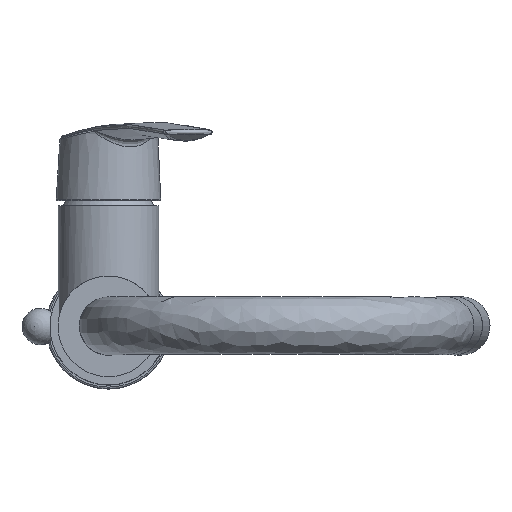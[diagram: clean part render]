
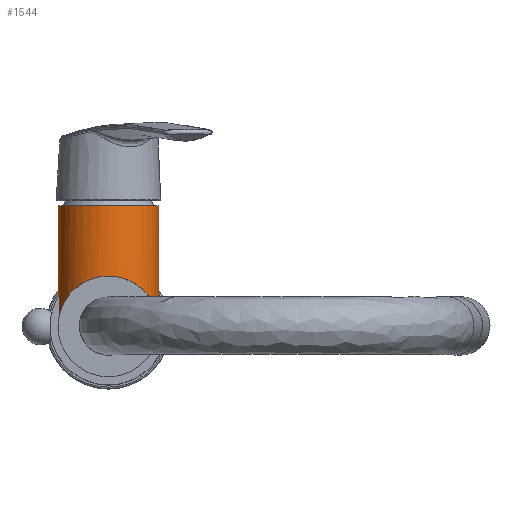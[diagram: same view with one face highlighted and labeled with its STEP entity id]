
A CAD part, top view. The second image highlights one B-rep face of the part: STEP entity #1544.
In plain terms, the highlighted cylindrical face has radius 20 mm (diameter 40 mm), a full revolution.
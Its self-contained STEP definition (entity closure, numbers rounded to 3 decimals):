
#114=ELLIPSE('',#2147,28.284,20.);
#115=ELLIPSE('',#2148,28.284,20.);
#137=CYLINDRICAL_SURFACE('',#2151,20.);
#291=CIRCLE('',#2152,20.);
#717=ORIENTED_EDGE('',*,*,#904,.F.);
#718=ORIENTED_EDGE('',*,*,#903,.F.);
#719=ORIENTED_EDGE('',*,*,#905,.F.);
#903=EDGE_CURVE('',#1032,#1033,#114,.F.);
#904=EDGE_CURVE('',#1033,#1032,#115,.T.);
#905=EDGE_CURVE('',#1034,#1034,#291,.T.);
#1032=VERTEX_POINT('',#6585);
#1033=VERTEX_POINT('',#6586);
#1034=VERTEX_POINT('',#6592);
#1246=EDGE_LOOP('',(#717,#718));
#1247=EDGE_LOOP('',(#719));
#1412=FACE_BOUND('',#1246,.T.);
#1413=FACE_BOUND('',#1247,.T.);
#1544=ADVANCED_FACE('',(#1412,#1413),#137,.T.);
#2147=AXIS2_PLACEMENT_3D('',#6584,#2551,#2552);
#2148=AXIS2_PLACEMENT_3D('',#6587,#2553,#2554);
#2151=AXIS2_PLACEMENT_3D('',#6590,#2559,#2560);
#2152=AXIS2_PLACEMENT_3D('',#6591,#2561,#2562);
#2551=DIRECTION('',(0.,0.707,-0.707));
#2552=DIRECTION('',(0.,-0.707,-0.707));
#2553=DIRECTION('',(0.,-0.707,-0.707));
#2554=DIRECTION('',(0.,0.707,-0.707));
#2559=DIRECTION('',(0.,-1.,0.));
#2560=DIRECTION('',(0.,0.,-1.));
#2561=DIRECTION('',(0.,1.,0.));
#2562=DIRECTION('',(1.,0.,0.));
#6584=CARTESIAN_POINT('',(0.,0.,63.));
#6585=CARTESIAN_POINT('',(20.,0.,63.));
#6586=CARTESIAN_POINT('',(-20.,0.,63.));
#6587=CARTESIAN_POINT('',(0.,0.,63.));
#6590=CARTESIAN_POINT('',(0.,48.,63.));
#6591=CARTESIAN_POINT('',(0.,48.,63.));
#6592=CARTESIAN_POINT('',(20.,48.,63.));
